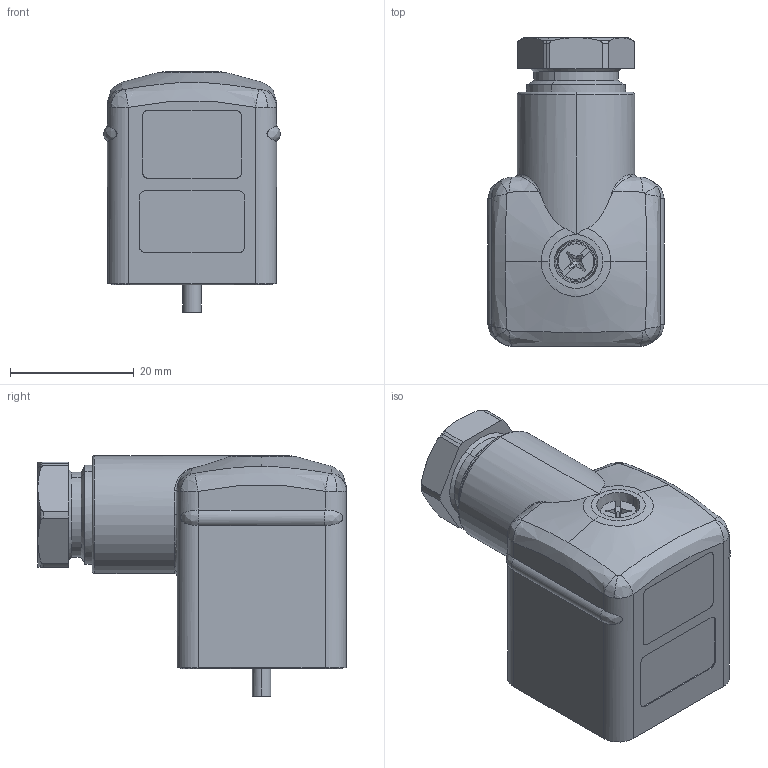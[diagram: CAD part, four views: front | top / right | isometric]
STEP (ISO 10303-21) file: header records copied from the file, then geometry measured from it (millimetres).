
FILE_DESCRIPTION(('CATIA V5 STEP Exchange','CAx-IF Rec.Pracs.--- Model Styling and Organization---1.4--- 2014-01-23'),'2;1');
FILE_NAME ('024700-3_0', '2020-09-07T12:52:00+00:00', ('none'), ('Weidmueller'), 'CATIA Version 5-6 Release 2016 SP3 HF44', 'CATIA V5 STEP AP214', 'none');
FILE_SCHEMA(('AUTOMOTIVE_DESIGN { 1 0 10303 214 1 1 1 1 }'));
Length unit declared in the file: millimetre
Products named in the file (1): 1873130000
Bounding box: 28.5 x 49.8 x 38.8 mm (x, y, z)
Volume: 28326.6 mm3; surface area: 7708.4 mm2
Topology: 6 solids, 7 shells, 720 faces, 1910 edges, 1257 vertices
Faces by surface type: plane 383, extrusion 126, cylinder 118, cone 49, torus 23, bspline 21
Entity records: 24707 total; most frequent: CARTESIAN_POINT 7974, ORIENTED_EDGE 3816, DIRECTION 2642, EDGE_CURVE 1906, VECTOR 1279, VERTEX_POINT 1255, LINE 1153, AXIS2_PLACEMENT_3D 830
